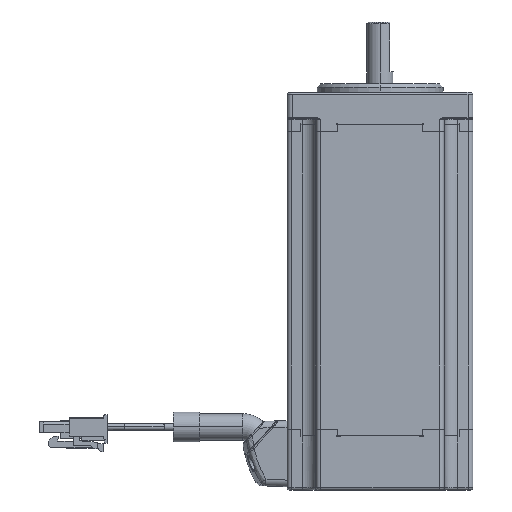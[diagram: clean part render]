
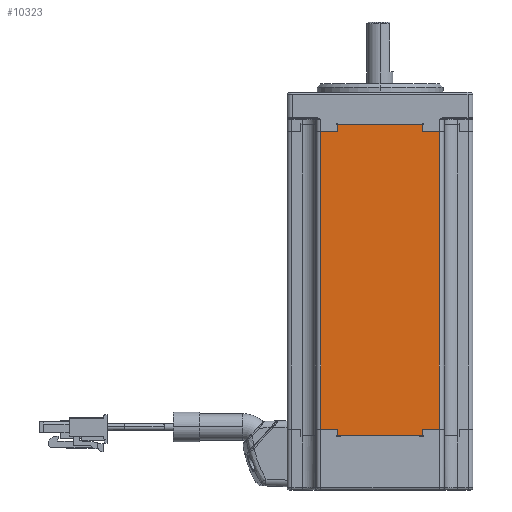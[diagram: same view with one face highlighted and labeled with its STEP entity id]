
A CAD part, left-side view. The second image highlights one B-rep face of the part: STEP entity #10323.
In plain terms, the highlighted planar face has unit normal (-1, 0, 0).
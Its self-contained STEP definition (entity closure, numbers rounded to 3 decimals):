
#990 = CARTESIAN_POINT ( 'NONE',  ( -28.1, 12.853, 2. ) ) ;
#991 = DIRECTION ( 'NONE',  ( 0., 0., 1. ) ) ;
#992 = VECTOR ( 'NONE', #991, 1000. ) ;
#993 = CARTESIAN_POINT ( 'NONE',  ( -28.1, 12.853, 2. ) ) ;
#999 = LINE ( 'NONE', #993, #992 ) ;
#1001 = CARTESIAN_POINT ( 'NONE',  ( -28.1, 12.853, 0. ) ) ;
#1214 = CARTESIAN_POINT ( 'NONE',  ( -28.1, 17.904, 2. ) ) ;
#1278 = DIRECTION ( 'NONE',  ( 0., 1., 0. ) ) ;
#1279 = VECTOR ( 'NONE', #1278, 1000. ) ;
#1280 = CARTESIAN_POINT ( 'NONE',  ( -28.1, 17.904, 2. ) ) ;
#1281 = LINE ( 'NONE', #1280, #1279 ) ;
#1282 = DIRECTION ( 'NONE',  ( 0., -1., 0. ) ) ;
#1283 = VECTOR ( 'NONE', #1282, 1000. ) ;
#1284 = CARTESIAN_POINT ( 'NONE',  ( -28.1, 17.904, 94. ) ) ;
#1285 = LINE ( 'NONE', #1284, #1283 ) ;
#1286 = CARTESIAN_POINT ( 'NONE',  ( -28.1, -12.853, 94. ) ) ;
#1303 = CARTESIAN_POINT ( 'NONE',  ( -28.1, 17.904, 92. ) ) ;
#1304 = DIRECTION ( 'NONE',  ( 0., 0., -1. ) ) ;
#1305 = VECTOR ( 'NONE', #1304, 1000. ) ;
#1306 = CARTESIAN_POINT ( 'NONE',  ( -28.1, 17.904, 94. ) ) ;
#1307 = LINE ( 'NONE', #1306, #1305 ) ;
#1386 = DIRECTION ( 'NONE',  ( 0., 0., 1. ) ) ;
#1387 = VECTOR ( 'NONE', #1386, 1000. ) ;
#1388 = CARTESIAN_POINT ( 'NONE',  ( -28.1, 12.853, 92. ) ) ;
#1389 = LINE ( 'NONE', #1388, #1387 ) ;
#1390 = CARTESIAN_POINT ( 'NONE',  ( -28.1, -12.853, 92. ) ) ;
#1391 = DIRECTION ( 'NONE',  ( 0., -1., 0. ) ) ;
#1392 = VECTOR ( 'NONE', #1391, 1000. ) ;
#1393 = CARTESIAN_POINT ( 'NONE',  ( -28.1, 17.904, 92. ) ) ;
#1394 = LINE ( 'NONE', #1393, #1392 ) ;
#1395 = CARTESIAN_POINT ( 'NONE',  ( -28.1, 12.853, 94. ) ) ;
#1397 = CARTESIAN_POINT ( 'NONE',  ( -28.1, -17.904, 92. ) ) ;
#1450 = DIRECTION ( 'NONE',  ( 0., 0., -1. ) ) ;
#1451 = VECTOR ( 'NONE', #1450, 1000. ) ;
#1452 = CARTESIAN_POINT ( 'NONE',  ( -28.1, -12.853, 92. ) ) ;
#1453 = LINE ( 'NONE', #1452, #1451 ) ;
#1497 = CARTESIAN_POINT ( 'NONE',  ( -28.1, 12.853, 92. ) ) ;
#1498 = CARTESIAN_POINT ( 'NONE',  ( -28.1, -17.904, 2. ) ) ;
#1521 = DIRECTION ( 'NONE',  ( 0., 0., -1. ) ) ;
#1522 = DIRECTION ( 'NONE',  ( 1., 0., 0. ) ) ;
#1523 = CARTESIAN_POINT ( 'NONE',  ( -28.1, 17.904, 94. ) ) ;
#1524 = AXIS2_PLACEMENT_3D ( 'NONE', #1523, #1522, #1521 ) ;
#1526 = PLANE ( 'NONE',  #1524 ) ;
#1527 = FACE_OUTER_BOUND ( 'NONE', #10189, .T. ) ;
#1528 = DIRECTION ( 'NONE',  ( 0., 0., -1. ) ) ;
#1529 = VECTOR ( 'NONE', #1528, 1000. ) ;
#1530 = CARTESIAN_POINT ( 'NONE',  ( -28.1, -17.904, 94. ) ) ;
#1531 = LINE ( 'NONE', #1530, #1529 ) ;
#1538 = DIRECTION ( 'NONE',  ( 0., -1., 0. ) ) ;
#1539 = VECTOR ( 'NONE', #1538, 1000. ) ;
#1540 = CARTESIAN_POINT ( 'NONE',  ( -28.1, 17.904, 0. ) ) ;
#1541 = LINE ( 'NONE', #1540, #1539 ) ;
#1542 = DIRECTION ( 'NONE',  ( 0., 1., 0. ) ) ;
#1543 = VECTOR ( 'NONE', #1542, 1000. ) ;
#1544 = CARTESIAN_POINT ( 'NONE',  ( -28.1, 17.904, 2. ) ) ;
#1545 = LINE ( 'NONE', #1544, #1543 ) ;
#1546 = DIRECTION ( 'NONE',  ( 0., -1., 0. ) ) ;
#1547 = VECTOR ( 'NONE', #1546, 1000. ) ;
#1548 = CARTESIAN_POINT ( 'NONE',  ( -28.1, 17.904, 92. ) ) ;
#1553 = LINE ( 'NONE', #1548, #1547 ) ;
#1588 = LINE ( 'NONE', #1649, #1648 ) ;
#1645 = CARTESIAN_POINT ( 'NONE',  ( -28.1, -12.853, 0. ) ) ;
#1646 = CARTESIAN_POINT ( 'NONE',  ( -28.1, -12.853, 2. ) ) ;
#1647 = DIRECTION ( 'NONE',  ( 0., 0., -1. ) ) ;
#1648 = VECTOR ( 'NONE', #1647, 1000. ) ;
#1649 = CARTESIAN_POINT ( 'NONE',  ( -28.1, -12.853, 2. ) ) ;
#10012 = VERTEX_POINT ( 'NONE', #1001 ) ;
#10019 = EDGE_CURVE ( 'NONE', #10012, #10020, #999, .T. ) ;
#10020 = VERTEX_POINT ( 'NONE', #990 ) ;
#10154 = VERTEX_POINT ( 'NONE', #1214 ) ;
#10176 = EDGE_CURVE ( 'NONE', #10177, #10154, #1307, .T. ) ;
#10177 = VERTEX_POINT ( 'NONE', #1303 ) ;
#10184 = VERTEX_POINT ( 'NONE', #1286 ) ;
#10185 = ORIENTED_EDGE ( 'NONE', *, *, #10186, .F. ) ;
#10186 = EDGE_CURVE ( 'NONE', #10228, #10184, #1285, .T. ) ;
#10187 = ORIENTED_EDGE ( 'NONE', *, *, #10232, .F. ) ;
#10188 = ORIENTED_EDGE ( 'NONE', *, *, #10310, .F. ) ;
#10189 = EDGE_LOOP ( 'NONE', ( #10190, #10192, #10229, #10269, #10185, #10187, #10188, #10311, #10312, #10314, #10315, #10317 ) ) ;
#10190 = ORIENTED_EDGE ( 'NONE', *, *, #10191, .F. ) ;
#10191 = EDGE_CURVE ( 'NONE', #10305, #10357, #1281, .T. ) ;
#10192 = ORIENTED_EDGE ( 'NONE', *, *, #10322, .F. ) ;
#10226 = VERTEX_POINT ( 'NONE', #1397 ) ;
#10228 = VERTEX_POINT ( 'NONE', #1395 ) ;
#10229 = ORIENTED_EDGE ( 'NONE', *, *, #10230, .F. ) ;
#10230 = EDGE_CURVE ( 'NONE', #10231, #10226, #1394, .T. ) ;
#10231 = VERTEX_POINT ( 'NONE', #1390 ) ;
#10232 = EDGE_CURVE ( 'NONE', #10307, #10228, #1389, .T. ) ;
#10269 = ORIENTED_EDGE ( 'NONE', *, *, #10270, .F. ) ;
#10270 = EDGE_CURVE ( 'NONE', #10184, #10231, #1453, .T. ) ;
#10305 = VERTEX_POINT ( 'NONE', #1498 ) ;
#10307 = VERTEX_POINT ( 'NONE', #1497 ) ;
#10310 = EDGE_CURVE ( 'NONE', #10177, #10307, #1553, .T. ) ;
#10311 = ORIENTED_EDGE ( 'NONE', *, *, #10176, .T. ) ;
#10312 = ORIENTED_EDGE ( 'NONE', *, *, #10313, .F. ) ;
#10313 = EDGE_CURVE ( 'NONE', #10020, #10154, #1545, .T. ) ;
#10314 = ORIENTED_EDGE ( 'NONE', *, *, #10019, .F. ) ;
#10315 = ORIENTED_EDGE ( 'NONE', *, *, #10316, .T. ) ;
#10316 = EDGE_CURVE ( 'NONE', #10012, #10358, #1541, .T. ) ;
#10317 = ORIENTED_EDGE ( 'NONE', *, *, #10356, .F. ) ;
#10322 = EDGE_CURVE ( 'NONE', #10226, #10305, #1531, .T. ) ;
#10323 = ADVANCED_FACE ( 'NONE', ( #1527 ), #1526, .F. ) ;
#10356 = EDGE_CURVE ( 'NONE', #10357, #10358, #1588, .T. ) ;
#10357 = VERTEX_POINT ( 'NONE', #1646 ) ;
#10358 = VERTEX_POINT ( 'NONE', #1645 ) ;
